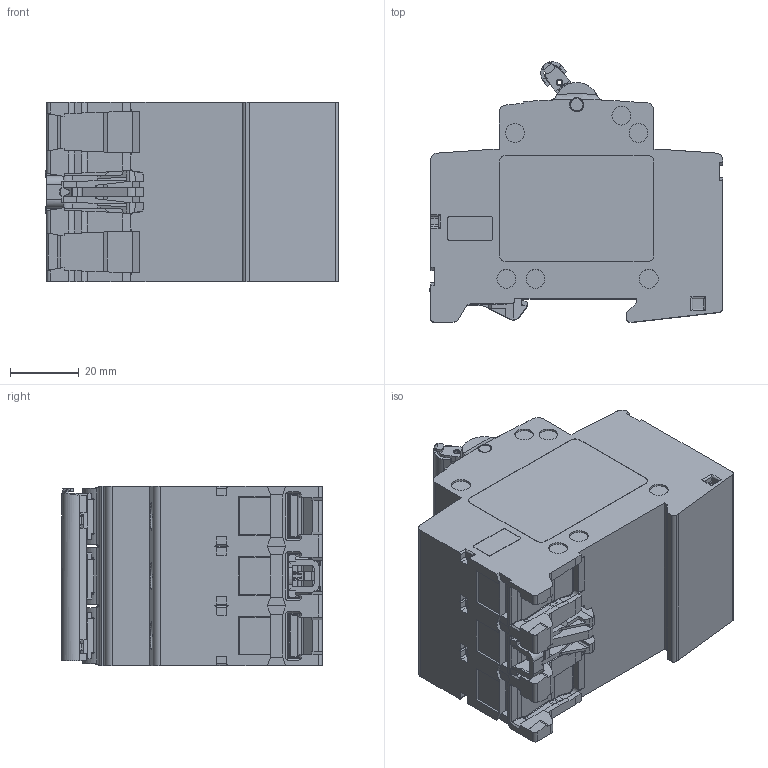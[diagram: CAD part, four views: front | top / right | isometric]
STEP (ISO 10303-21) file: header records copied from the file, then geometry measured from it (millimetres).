
FILE_DESCRIPTION((''),'2;1');
FILE_NAME('2CDE283001_SW0001','2014-01-03T',('DEU121941'),(''),'PRO/ENGINEER BY PARAMETRIC TECHNOLOGY CORPORATION, 2011310','PRO/ENGINEER BY PARAMETRIC TECHNOLOGY CORPORATION, 2011310','');
FILE_SCHEMA(('AUTOMOTIVE_DESIGN_CC2 { 1 2 10303 214 -1 1 5 2 }'));
Products named in the file (1): 2CDE283001_SW0001
Bounding box: 85.4 x 75.87 x 52.2 mm (x, y, z)
Volume: 232462.7 mm3; surface area: 38563 mm2
Topology: 1 solids, 11 shells, 1921 faces, 5148 edges, 3298 vertices
Faces by surface type: plane 1203, cylinder 391, cone 173, bspline 97, torus 57
Entity records: 83194 total; most frequent: CARTESIAN_POINT 19440, ORIENTED_EDGE 10296, DIRECTION 9108, EDGE_CURVE 5148, VECTOR 3528, LINE 3528, VERTEX_POINT 3298, AXIS2_PLACEMENT_3D 2790
